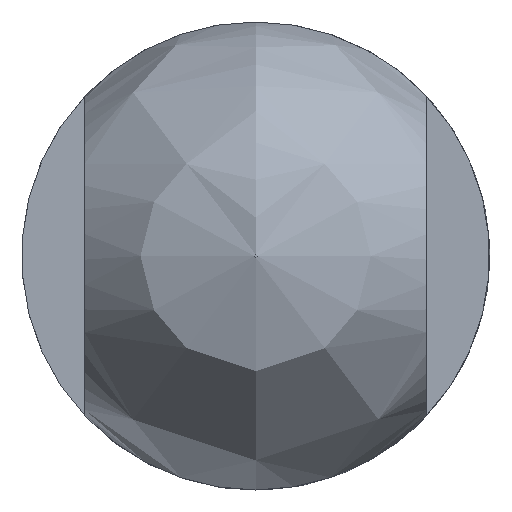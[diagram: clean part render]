
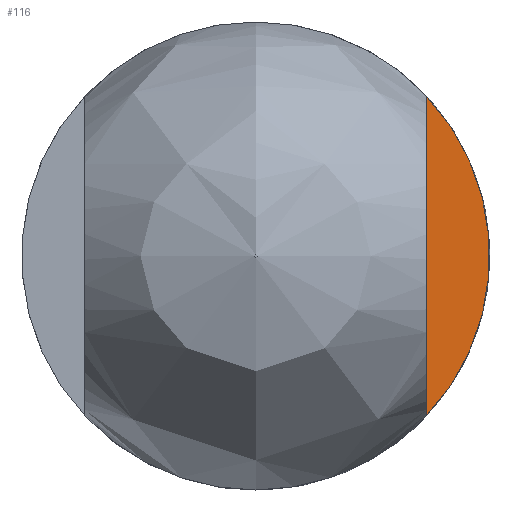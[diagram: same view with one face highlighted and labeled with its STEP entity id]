
A CAD part, left-side view. The second image highlights one B-rep face of the part: STEP entity #116.
In plain terms, the highlighted planar face has unit normal (-1, 0, 0).
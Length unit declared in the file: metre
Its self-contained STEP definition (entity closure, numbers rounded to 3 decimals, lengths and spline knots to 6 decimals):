
#116 = ADVANCED_FACE( '', ( #212 ), #213, .T. );
#212 = FACE_OUTER_BOUND( '', #317, .T. );
#213 = PLANE( '', #318 );
#317 = EDGE_LOOP( '', ( #460, #461 ) );
#318 = AXIS2_PLACEMENT_3D( '', #462, #463, #464 );
#460 = ORIENTED_EDGE( '', *, *, #611, .T. );
#461 = ORIENTED_EDGE( '', *, *, #619, .T. );
#462 = CARTESIAN_POINT( '', ( -0.06975, 0., 0. ) );
#463 = DIRECTION( '', ( -1., 0., 0. ) );
#464 = DIRECTION( '', ( 0., -1., 0. ) );
#611 = EDGE_CURVE( '', #679, #677, #680, .T. );
#619 = EDGE_CURVE( '', #677, #679, #692, .T. );
#677 = VERTEX_POINT( '', #807 );
#679 = VERTEX_POINT( '', #810 );
#680 = LINE( '', #811, #812 );
#692 = CIRCLE( '', #826, 0.00805 );
#807 = CARTESIAN_POINT( '', ( -0.06975, -0.005875, -0.005503 ) );
#810 = CARTESIAN_POINT( '', ( -0.06975, -0.005875, 0.005503 ) );
#811 = CARTESIAN_POINT( '', ( -0.06975, -0.005875, 0. ) );
#812 = VECTOR( '', #947, 1. );
#826 = AXIS2_PLACEMENT_3D( '', #959, #960, #961 );
#947 = DIRECTION( '', ( 0., 0., -1. ) );
#959 = CARTESIAN_POINT( '', ( -0.06975, 0., 0. ) );
#960 = DIRECTION( '', ( -1., 0., 0. ) );
#961 = DIRECTION( '', ( 0., 0., 1. ) );
